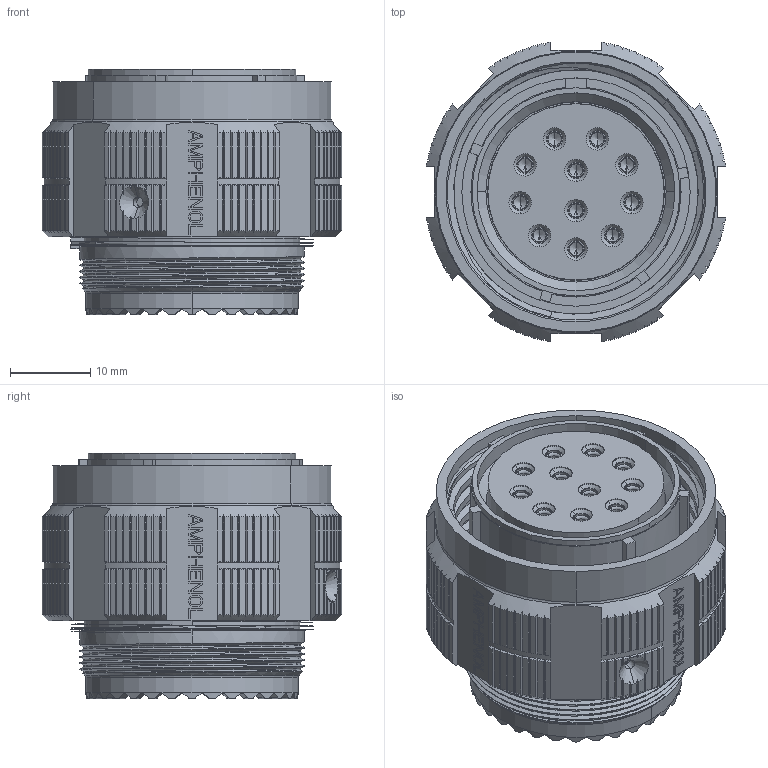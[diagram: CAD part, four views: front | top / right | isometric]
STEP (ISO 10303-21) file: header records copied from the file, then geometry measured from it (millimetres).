
FILE_DESCRIPTION((''),'2;1');
FILE_NAME('TVS06DS-19-11S_SW','2022-03-29T13:47:03',('sigmaxadm'),(''),'CREO PARAMETRIC BY PTC INC, 2021184','CREO PARAMETRIC BY PTC INC, 2021184','');
FILE_SCHEMA(('CONFIG_CONTROL_DESIGN'));
Products named in the file (1): TVS06DS-19-11S_SW
Bounding box: 37.39 x 37.39 x 30.63 mm (x, y, z)
Volume: 20023.9 mm3; surface area: 20611.7 mm2
Topology: 1 solids, 2 shells, 2111 faces, 5316 edges, 3324 vertices
Faces by surface type: plane 1085, cylinder 573, cone 308, torus 124, bspline 21
Entity records: 82990 total; most frequent: CARTESIAN_POINT 33609, ORIENTED_EDGE 10540, DIRECTION 9845, EDGE_CURVE 5270, AXIS2_PLACEMENT_3D 3521, VERTEX_POINT 3324, VECTOR 2803, LINE 2803
